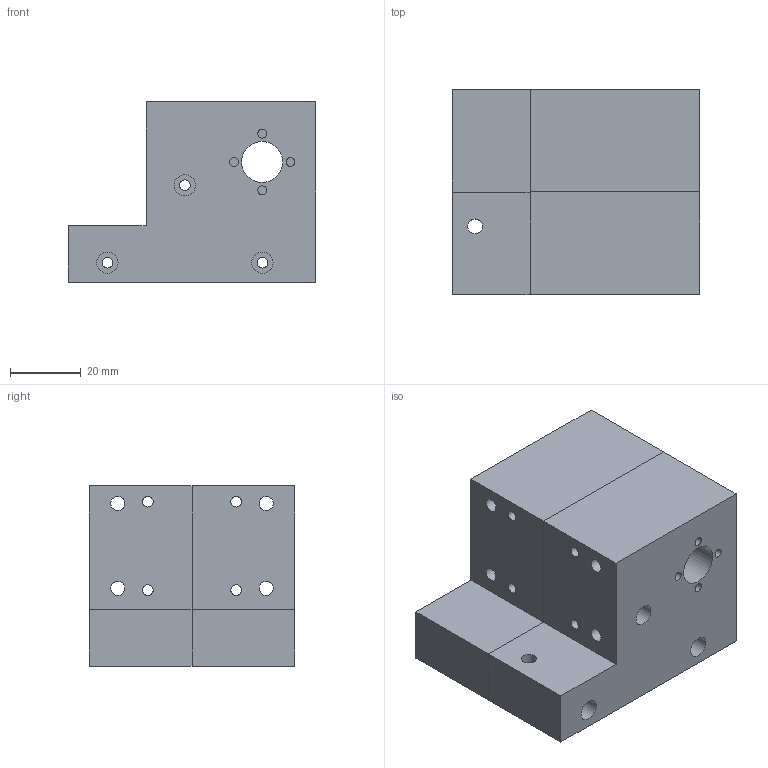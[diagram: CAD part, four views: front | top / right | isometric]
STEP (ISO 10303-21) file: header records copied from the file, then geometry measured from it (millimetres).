
FILE_DESCRIPTION(/* description */ (''),/* implementation_level */ '2;1');
FILE_NAME(/* name */ 'XZ-carriage-III-assembled-part2-rev1 v36.step',/* time_stamp */ '2019-03-03T15:49:02+01:00',/* author */ ('emytass'),/* organization */ (''),/* preprocessor_version */ 'ST-DEVELOPER v17.2',/* originating_system */ 'Autodesk Translation Framework v7.6.0.251',/* authorisation */ '');
FILE_SCHEMA (('AUTOMOTIVE_DESIGN { 1 0 10303 214 3 1 1 }'));
Length unit declared in the file: millimetre
Products named in the file (3): XZ-carriage-III-assembled-part2-rev1; XZ-carriage-III-part2.1; XZ-carriage-III-part2.2
Assembly tree (2 placements, depth 2):
  XZ-carriage-III-assembled-part2-rev1
    XZ-carriage-III-part2.1
    XZ-carriage-III-part2.2
Bounding box: 70 x 58 x 51 mm (x, y, z)
Volume: 143769.7 mm3; surface area: 34756.2 mm2
Topology: 2 solids, 2 shells, 81 faces, 176 edges, 121 vertices
Faces by surface type: plane 41, cylinder 40
Full cylindrical faces by diameter (mm): 2.5 x4, 3 x10, 3.25 x1, 4 x4, 4.2 x4, 6 x7, 8 x7, 11.6 x2
Entity records: 2427 total; most frequent: DIRECTION 439, CARTESIAN_POINT 383, ORIENTED_EDGE 352, AXIS2_PLACEMENT_3D 177, EDGE_CURVE 176, EDGE_LOOP 137, VERTEX_POINT 121, CIRCLE 91
